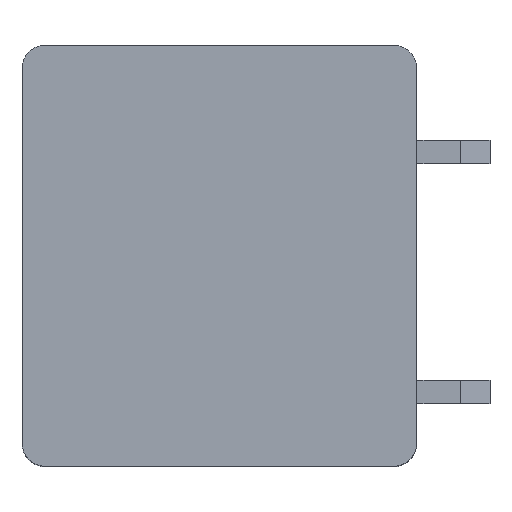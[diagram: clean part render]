
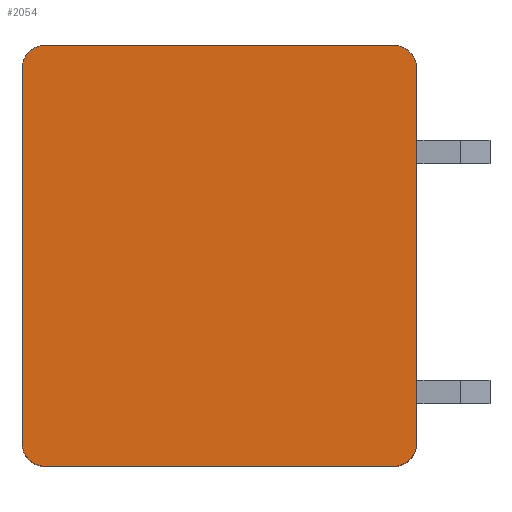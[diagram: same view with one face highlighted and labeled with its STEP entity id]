
A CAD part, top view. The second image highlights one B-rep face of the part: STEP entity #2054.
In plain terms, the highlighted planar face has unit normal (0, 0, 1).
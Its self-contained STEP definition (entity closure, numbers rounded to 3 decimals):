
#349=CARTESIAN_POINT('',(-5.95,6.4,2.5));
#350=DIRECTION('',(0.,0.,1.));
#351=DIRECTION('',(0.,1.,0.));
#352=AXIS2_PLACEMENT_3D('',#349,#350,#351);
#354=DIRECTION('',(-1.,0.,0.));
#355=VECTOR('',#354,11.9);
#356=CARTESIAN_POINT('',(5.95,7.2,2.5));
#357=LINE('',#356,#355);
#358=CARTESIAN_POINT('',(5.95,6.4,2.5));
#359=DIRECTION('',(0.,0.,1.));
#360=DIRECTION('',(1.,0.,0.));
#361=AXIS2_PLACEMENT_3D('',#358,#359,#360);
#363=DIRECTION('',(0.,1.,0.));
#364=VECTOR('',#363,12.8);
#365=CARTESIAN_POINT('',(6.75,-6.4,2.5));
#366=LINE('',#365,#364);
#367=CARTESIAN_POINT('',(5.95,-6.4,2.5));
#368=DIRECTION('',(0.,0.,1.));
#369=DIRECTION('',(0.,-1.,0.));
#370=AXIS2_PLACEMENT_3D('',#367,#368,#369);
#372=DIRECTION('',(1.,0.,0.));
#373=VECTOR('',#372,11.9);
#374=CARTESIAN_POINT('',(-5.95,-7.2,2.5));
#375=LINE('',#374,#373);
#376=CARTESIAN_POINT('',(-5.95,-6.4,2.5));
#377=DIRECTION('',(0.,0.,1.));
#378=DIRECTION('',(-1.,0.,0.));
#379=AXIS2_PLACEMENT_3D('',#376,#377,#378);
#381=DIRECTION('',(0.,-1.,0.));
#382=VECTOR('',#381,12.8);
#383=CARTESIAN_POINT('',(-6.75,6.4,2.5));
#384=LINE('',#383,#382);
#1407=CARTESIAN_POINT('',(-5.95,7.2,2.5));
#1408=VERTEX_POINT('',#1407);
#1409=CARTESIAN_POINT('',(-6.75,6.4,2.5));
#1410=VERTEX_POINT('',#1409);
#1415=CARTESIAN_POINT('',(6.75,6.4,2.5));
#1416=VERTEX_POINT('',#1415);
#1417=CARTESIAN_POINT('',(5.95,7.2,2.5));
#1418=VERTEX_POINT('',#1417);
#1423=CARTESIAN_POINT('',(-6.75,-6.4,2.5));
#1424=VERTEX_POINT('',#1423);
#1425=CARTESIAN_POINT('',(-5.95,-7.2,2.5));
#1426=VERTEX_POINT('',#1425);
#1431=CARTESIAN_POINT('',(5.95,-7.2,2.5));
#1432=VERTEX_POINT('',#1431);
#1433=CARTESIAN_POINT('',(6.75,-6.4,2.5));
#1434=VERTEX_POINT('',#1433);
#2039=CARTESIAN_POINT('',(0.,0.,2.5));
#2040=DIRECTION('',(0.,0.,1.));
#2041=DIRECTION('',(1.,0.,0.));
#2042=AXIS2_PLACEMENT_3D('',#2039,#2040,#2041);
#2043=PLANE('',#2042);
#2044=ORIENTED_EDGE('',*,*,#1791,.F.);
#2045=ORIENTED_EDGE('',*,*,#1807,.F.);
#2046=ORIENTED_EDGE('',*,*,#1868,.F.);
#2047=ORIENTED_EDGE('',*,*,#1883,.F.);
#2048=ORIENTED_EDGE('',*,*,#1936,.F.);
#2049=ORIENTED_EDGE('',*,*,#1949,.F.);
#2050=ORIENTED_EDGE('',*,*,#2020,.F.);
#2051=ORIENTED_EDGE('',*,*,#2032,.F.);
#2052=EDGE_LOOP('',(#2044,#2045,#2046,#2047,#2048,#2049,#2050,#2051));
#2053=FACE_OUTER_BOUND('',#2052,.F.);
#353=CIRCLE('',#352,0.8);
#362=CIRCLE('',#361,0.8);
#371=CIRCLE('',#370,0.8);
#380=CIRCLE('',#379,0.8);
#1791=EDGE_CURVE('',#1408,#1410,#353,.T.);
#1807=EDGE_CURVE('',#1418,#1408,#357,.T.);
#1868=EDGE_CURVE('',#1416,#1418,#362,.T.);
#1883=EDGE_CURVE('',#1434,#1416,#366,.T.);
#1936=EDGE_CURVE('',#1432,#1434,#371,.T.);
#1949=EDGE_CURVE('',#1426,#1432,#375,.T.);
#2020=EDGE_CURVE('',#1424,#1426,#380,.T.);
#2032=EDGE_CURVE('',#1410,#1424,#384,.T.);
#2054=ADVANCED_FACE('',(#2053),#2043,.T.);
